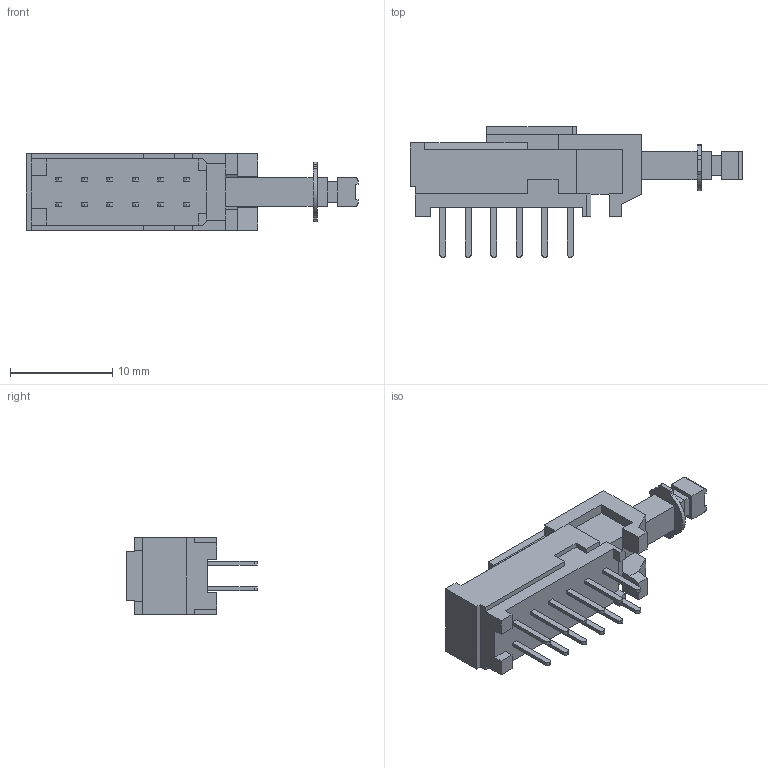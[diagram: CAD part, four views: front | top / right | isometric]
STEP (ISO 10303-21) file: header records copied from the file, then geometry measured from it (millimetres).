
FILE_DESCRIPTION (( 'STEP AP214' ), '1' );
FILE_NAME ('SPUJ193700.STEP', '2011-06-01T04:06:32', ( '' ), ( '' ), 'SwSTEP 2.0', 'SolidWorks 2007', '' );
FILE_SCHEMA (( 'AUTOMOTIVE_DESIGN' ));
Length unit declared in the file: millimetre
Products named in the file (1): SPUJ193700
Bounding box: 32.5 x 12.8 x 7.5 mm (x, y, z)
Volume: 1140.5 mm3; surface area: 1142.6 mm2
Topology: 1 solids, 1 shells, 207 faces, 548 edges, 358 vertices
Faces by surface type: plane 168, cylinder 39
Entity records: 8723 total; most frequent: CARTESIAN_POINT 1309, ORIENTED_EDGE 1096, DIRECTION 979, EDGE_CURVE 548, VECTOR 467, LINE 467, VERTEX_POINT 358, AXIS2_PLACEMENT_3D 256
